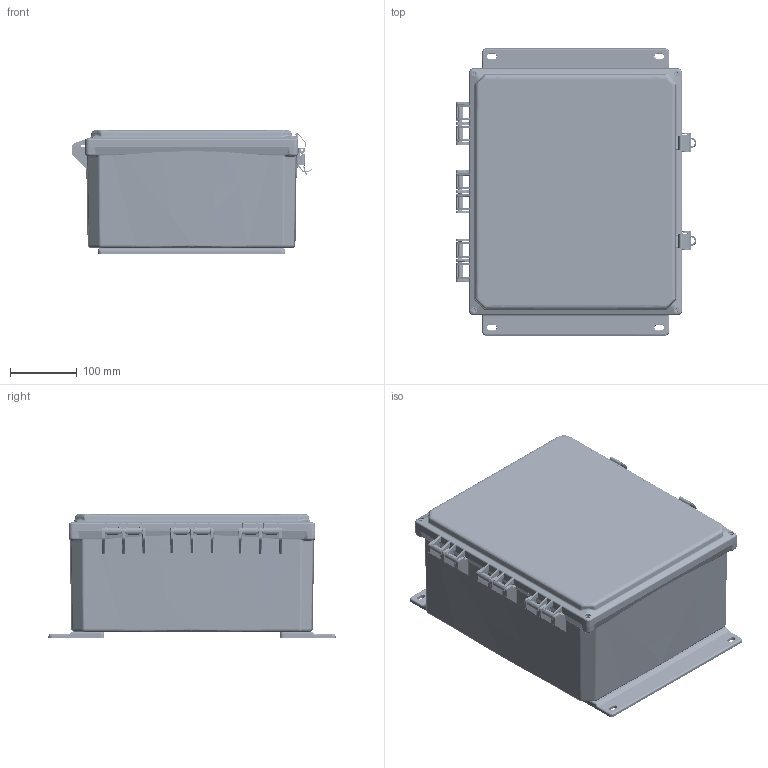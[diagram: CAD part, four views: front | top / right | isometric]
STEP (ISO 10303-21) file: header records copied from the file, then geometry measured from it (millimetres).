
FILE_DESCRIPTION (( 'STEP AP214' ), '1' );
FILE_NAME ('TEBPC141206-KIT01.step', '2020-01-28T15:37:25', ( '' ), ( '' ), 'SwSTEP 2.0', 'SolidWorks 2018', '' );
FILE_SCHEMA (( 'AUTOMOTIVE_DESIGN' ));
Length unit declared in the file: inch
Products named in the file (11): XFW-0002; TEBPC141206; Integra-Bottom Insert; NBBPC141206_Latch; NBBPC141206_12IN-MNT-FLANGE; Integra-Upper Insert; NBBPC141206_Box; TEBPC141206-KIT01; NBBPC141206_Lid; XFS-0020_91735A827; HGX-NPLATE08
Assembly tree (24 placements, depth 3):
  TEBPC141206-KIT01
    TEBPC141206
      NBBPC141206_Box
      NBBPC141206_Lid
      NBBPC141206_Latch  x2
      NBBPC141206_12IN-MNT-FLANGE  x2
      Integra-Bottom Insert  x4
      Integra-Upper Insert  x4
    HGX-NPLATE08
    XFS-0020_91735A827  x4
    XFW-0002  x4
Bounding box: 360.69 x 430.53 x 185.49 mm (x, y, z)
Volume: 2960728.3 mm3; surface area: 1309057.6 mm2
Topology: 27 solids, 27 shells, 5521 faces, 13819 edges, 8126 vertices
Faces by surface type: cylinder 2166, bspline 1544, plane 1234, cone 549, torus 20, sphere 8
Entity records: 197684 total; most frequent: CARTESIAN_POINT 125072, ORIENTED_EDGE 17682, DIRECTION 11273, EDGE_CURVE 8841, VERTEX_POINT 5282, AXIS2_PLACEMENT_3D 4020, EDGE_LOOP 3785, FACE_OUTER_BOUND 3644
